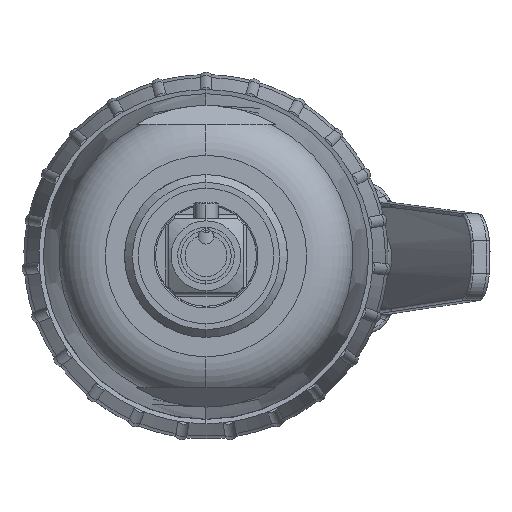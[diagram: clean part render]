
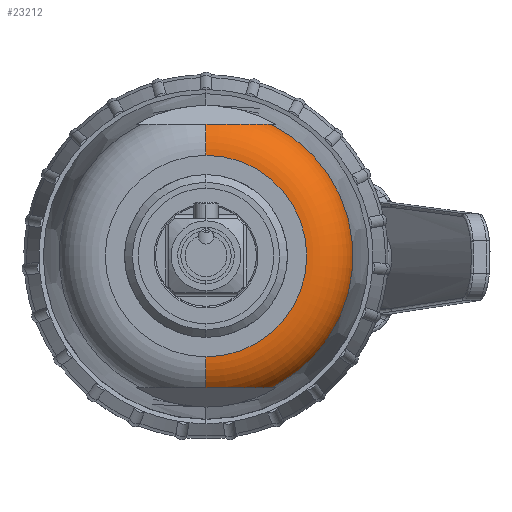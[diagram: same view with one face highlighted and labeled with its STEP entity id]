
A CAD part, top view. The second image highlights one B-rep face of the part: STEP entity #23212.
In plain terms, the highlighted toroidal (fillet/blend) face has major radius 13 mm and minor radius 6 mm.
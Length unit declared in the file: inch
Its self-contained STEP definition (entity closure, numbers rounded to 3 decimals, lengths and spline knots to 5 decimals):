
#9729=CARTESIAN_POINT('',(0.33203,-0.66929,
6.28043));
#9736=CARTESIAN_POINT('',(0.,0.,6.28043));
#9737=DIRECTION('',(0.,0.,1.));
#9738=DIRECTION('',(0.444,-0.896,0.));
#9739=AXIS2_PLACEMENT_3D('',#9736,#9737,#9738);
#9746=CARTESIAN_POINT('',(0.33203,0.66929,
6.28043));
#9777=CARTESIAN_POINT('',(0.,-0.66929,
6.43591));
#9778=CARTESIAN_POINT('',(0.00707,-0.66929,
6.43591));
#9779=CARTESIAN_POINT('',(0.02115,-0.66929,
6.43571));
#9780=CARTESIAN_POINT('',(0.04216,-0.66929,
6.43481));
#9781=CARTESIAN_POINT('',(0.06286,-0.66929,
6.43333));
#9782=CARTESIAN_POINT('',(0.0831,-0.66929,
6.43127));
#9783=CARTESIAN_POINT('',(0.10278,-0.66929,
6.42866));
#9784=CARTESIAN_POINT('',(0.12178,-0.66929,
6.42553));
#9785=CARTESIAN_POINT('',(0.14001,-0.66929,
6.42189));
#9786=CARTESIAN_POINT('',(0.15742,-0.66929,
6.41779));
#9787=CARTESIAN_POINT('',(0.17395,-0.66929,
6.41325));
#9788=CARTESIAN_POINT('',(0.18957,-0.66929,
6.40832));
#9789=CARTESIAN_POINT('',(0.20427,-0.66929,
6.40303));
#9790=CARTESIAN_POINT('',(0.21803,-0.66929,
6.39742));
#9791=CARTESIAN_POINT('',(0.23087,-0.66929,
6.39153));
#9792=CARTESIAN_POINT('',(0.24281,-0.66929,
6.38539));
#9793=CARTESIAN_POINT('',(0.25385,-0.66929,
6.37904));
#9794=CARTESIAN_POINT('',(0.26398,-0.66929,
6.37254));
#9795=CARTESIAN_POINT('',(0.2732,-0.66929,
6.36597));
#9796=CARTESIAN_POINT('',(0.28155,-0.66929,
6.35934));
#9797=CARTESIAN_POINT('',(0.2891,-0.66929,
6.3527));
#9798=CARTESIAN_POINT('',(0.2959,-0.66929,
6.34604));
#9799=CARTESIAN_POINT('',(0.302,-0.66929,
6.33939));
#9800=CARTESIAN_POINT('',(0.30746,-0.66929,
6.33274));
#9801=CARTESIAN_POINT('',(0.31232,-0.66929,
6.32612));
#9802=CARTESIAN_POINT('',(0.31661,-0.66929,
6.31952));
#9803=CARTESIAN_POINT('',(0.32037,-0.66929,
6.31294));
#9804=CARTESIAN_POINT('',(0.32363,-0.66929,
6.30639));
#9805=CARTESIAN_POINT('',(0.32641,-0.66929,
6.29986));
#9806=CARTESIAN_POINT('',(0.32873,-0.66929,
6.29337));
#9807=CARTESIAN_POINT('',(0.33063,-0.66929,
6.28689));
#9808=CARTESIAN_POINT('',(0.33161,-0.66929,
6.28258));
#9809=CARTESIAN_POINT('',(0.33203,-0.66929,
6.28043));
#9811=CARTESIAN_POINT('',(0.,-0.5118,6.25984));
#9812=DIRECTION('',(1.,0.,0.));
#9813=DIRECTION('',(0.,0.,1.));
#9814=AXIS2_PLACEMENT_3D('',#9811,#9812,#9813);
#9816=CARTESIAN_POINT('',(0.33203,0.66929,
6.28043));
#9817=CARTESIAN_POINT('',(0.33161,0.66929,
6.28258));
#9818=CARTESIAN_POINT('',(0.33063,0.66929,
6.2869));
#9819=CARTESIAN_POINT('',(0.32873,0.66929,
6.29339));
#9820=CARTESIAN_POINT('',(0.3264,0.66929,
6.29989));
#9821=CARTESIAN_POINT('',(0.32361,0.66929,
6.30643));
#9822=CARTESIAN_POINT('',(0.32034,0.66929,
6.31299));
#9823=CARTESIAN_POINT('',(0.31657,0.66929,
6.31958));
#9824=CARTESIAN_POINT('',(0.31227,0.66929,
6.32619));
#9825=CARTESIAN_POINT('',(0.3074,0.66929,
6.33283));
#9826=CARTESIAN_POINT('',(0.30192,0.66929,
6.33948));
#9827=CARTESIAN_POINT('',(0.29579,0.66929,
6.34615));
#9828=CARTESIAN_POINT('',(0.28897,0.66929,
6.35281));
#9829=CARTESIAN_POINT('',(0.2814,0.66929,
6.35947));
#9830=CARTESIAN_POINT('',(0.27302,0.66929,
6.3661));
#9831=CARTESIAN_POINT('',(0.26377,0.66929,
6.37269));
#9832=CARTESIAN_POINT('',(0.2536,0.66929,
6.37919));
#9833=CARTESIAN_POINT('',(0.24253,0.66929,
6.38554));
#9834=CARTESIAN_POINT('',(0.23056,0.66929,
6.39168));
#9835=CARTESIAN_POINT('',(0.2177,0.66929,
6.39756));
#9836=CARTESIAN_POINT('',(0.20392,0.66929,
6.40316));
#9837=CARTESIAN_POINT('',(0.18921,0.66929,
6.40844));
#9838=CARTESIAN_POINT('',(0.17359,0.66929,
6.41336));
#9839=CARTESIAN_POINT('',(0.15707,0.66929,
6.41788));
#9840=CARTESIAN_POINT('',(0.13968,0.66929,
6.42196));
#9841=CARTESIAN_POINT('',(0.12147,0.66929,
6.42558));
#9842=CARTESIAN_POINT('',(0.1025,0.66929,
6.42871));
#9843=CARTESIAN_POINT('',(0.08287,0.66929,
6.4313));
#9844=CARTESIAN_POINT('',(0.06267,0.66929,
6.43334));
#9845=CARTESIAN_POINT('',(0.04204,0.66929,
6.43482));
#9846=CARTESIAN_POINT('',(0.02109,0.66929,
6.43571));
#9847=CARTESIAN_POINT('',(0.00705,0.66929,
6.43591));
#9848=CARTESIAN_POINT('',(0.,0.66929,
6.43591));
#9882=CARTESIAN_POINT('',(0.,-0.66929,
6.43591));
#9884=CARTESIAN_POINT('',(0.,0.66929,
6.43591));
#9918=CARTESIAN_POINT('',(0.,0.5118,6.25984));
#9919=DIRECTION('',(-1.,0.,0.));
#9920=DIRECTION('',(0.,0.,1.));
#9921=AXIS2_PLACEMENT_3D('',#9918,#9919,#9920);
#9927=CARTESIAN_POINT('',(0.,0.,6.49606));
#9928=DIRECTION('',(0.,0.,1.));
#9929=DIRECTION('',(0.,-1.,0.));
#9930=AXIS2_PLACEMENT_3D('',#9927,#9928,#9929);
#12407=CARTESIAN_POINT('',(0.,-0.5118,6.49606));
#12408=CARTESIAN_POINT('',(0.,0.5118,6.49606));
#12409=VERTEX_POINT('',#12407);
#12410=VERTEX_POINT('',#12408);
#12415=VERTEX_POINT('',#9746);
#12416=VERTEX_POINT('',#9884);
#12423=VERTEX_POINT('',#9729);
#12424=VERTEX_POINT('',#9882);
#23195=CARTESIAN_POINT('',(0.,0.,6.25984));
#23196=DIRECTION('',(0.,0.,1.));
#23197=DIRECTION('',(-0.006,-1.,0.));
#23198=AXIS2_PLACEMENT_3D('',#23195,#23196,#23197);
#23199=TOROIDAL_SURFACE('',#23198,0.5118,0.23622);
#23200=ORIENTED_EDGE('',*,*,#23157,.F.);
#23202=ORIENTED_EDGE('',*,*,#23201,.F.);
#23204=ORIENTED_EDGE('',*,*,#23203,.T.);
#23206=ORIENTED_EDGE('',*,*,#23205,.T.);
#23208=ORIENTED_EDGE('',*,*,#23207,.F.);
#23209=ORIENTED_EDGE('',*,*,#23182,.F.);
#23210=EDGE_LOOP('',(#23200,#23202,#23204,#23206,#23208,#23209));
#23211=FACE_OUTER_BOUND('',#23210,.F.);
#23212=ADVANCED_FACE('',(#23211),#23199,.T.);
#9740=CIRCLE('',#9739,0.74713);
#9810=B_SPLINE_CURVE_WITH_KNOTS('',3,(#9777,#9778,#9779,#9780,#9781,#9782,#9783,
#9784,#9785,#9786,#9787,#9788,#9789,#9790,#9791,#9792,#9793,#9794,#9795,#9796,
#9797,#9798,#9799,#9800,#9801,#9802,#9803,#9804,#9805,#9806,#9807,#9808,#9809),
.UNSPECIFIED.,.F.,.F.,(4,1,1,1,1,1,1,1,1,1,1,1,1,1,1,1,1,1,1,1,1,1,1,1,1,1,1,1,
1,1,4),(0.,0.03333,0.06667,0.1,0.13333,
0.16667,0.2,0.23333,0.26667,0.3,
0.33333,0.36667,0.4,0.43333,0.46667,
0.5,0.53333,0.56667,0.6,0.63333,
0.66667,0.7,0.73333,0.76667,0.8,
0.83333,0.86667,0.9,0.93333,0.96667,
1.),.UNSPECIFIED.);
#9815=CIRCLE('',#9814,0.23622);
#9849=B_SPLINE_CURVE_WITH_KNOTS('',3,(#9816,#9817,#9818,#9819,#9820,#9821,#9822,
#9823,#9824,#9825,#9826,#9827,#9828,#9829,#9830,#9831,#9832,#9833,#9834,#9835,
#9836,#9837,#9838,#9839,#9840,#9841,#9842,#9843,#9844,#9845,#9846,#9847,#9848),
.UNSPECIFIED.,.F.,.F.,(4,1,1,1,1,1,1,1,1,1,1,1,1,1,1,1,1,1,1,1,1,1,1,1,1,1,1,1,
1,1,4),(0.,0.03333,0.06667,0.1,0.13333,
0.16667,0.2,0.23333,0.26667,0.3,
0.33333,0.36667,0.4,0.43333,0.46667,
0.5,0.53333,0.56667,0.6,0.63333,
0.66667,0.7,0.73333,0.76667,0.8,
0.83333,0.86667,0.9,0.93333,0.96667,
1.),.UNSPECIFIED.);
#9922=CIRCLE('',#9921,0.23622);
#9931=CIRCLE('',#9930,0.5118);
#23157=EDGE_CURVE('',#12424,#12423,#9810,.T.);
#23182=EDGE_CURVE('',#12423,#12415,#9740,.T.);
#23201=EDGE_CURVE('',#12409,#12424,#9815,.T.);
#23203=EDGE_CURVE('',#12409,#12410,#9931,.T.);
#23205=EDGE_CURVE('',#12410,#12416,#9922,.T.);
#23207=EDGE_CURVE('',#12415,#12416,#9849,.T.);
